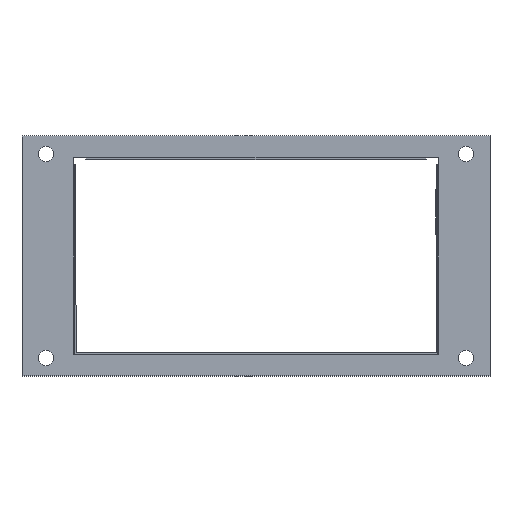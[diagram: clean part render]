
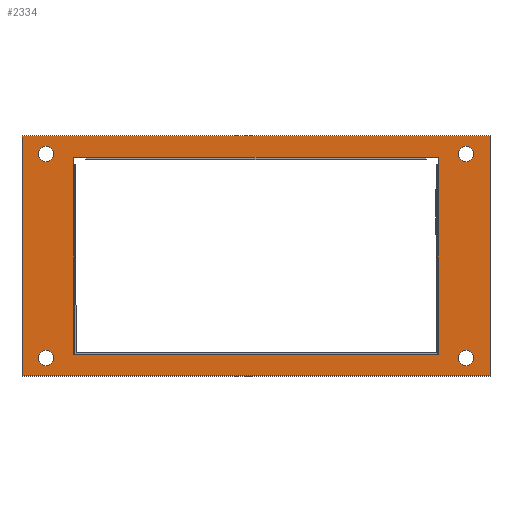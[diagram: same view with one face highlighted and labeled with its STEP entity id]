
A CAD part, top view. The second image highlights one B-rep face of the part: STEP entity #2334.
In plain terms, the highlighted planar face has unit normal (0, 0, 1).
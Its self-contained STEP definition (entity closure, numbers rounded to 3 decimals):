
#33 = CARTESIAN_POINT ( 'NONE',  ( 90.75, -42.5, 0.8 ) ) ;
#36 = VERTEX_POINT ( 'NONE', #2253 ) ;
#138 = CARTESIAN_POINT ( 'NONE',  ( 71., 41.01, 0.8 ) ) ;
#150 = EDGE_CURVE ( 'NONE', #804, #633, #1947, .T. ) ;
#161 = AXIS2_PLACEMENT_3D ( 'NONE', #2390, #175, #2761 ) ;
#167 = ORIENTED_EDGE ( 'NONE', *, *, #4054, .F. ) ;
#175 = DIRECTION ( 'NONE',  ( 0., 0., 1. ) ) ;
#186 = DIRECTION ( 'NONE',  ( 1., 0., 0. ) ) ;
#213 = CARTESIAN_POINT ( 'NONE',  ( -76., -41., 0.8 ) ) ;
#217 = CARTESIAN_POINT ( 'NONE',  ( 97.5, 50., 0.8 ) ) ;
#219 = CARTESIAN_POINT ( 'NONE',  ( -71., 41.01, 0.8 ) ) ;
#289 = EDGE_LOOP ( 'NONE', ( #791, #3936, #1568, #2986, #1482, #895, #167, #2959, #315, #1615 ) ) ;
#315 = ORIENTED_EDGE ( 'NONE', *, *, #962, .F. ) ;
#321 = CARTESIAN_POINT ( 'NONE',  ( -76., -41., 0.8 ) ) ;
#339 = CIRCLE ( 'NONE', #3299, 3.25 ) ;
#375 = DIRECTION ( 'NONE',  ( 1., 0., 0. ) ) ;
#379 = VECTOR ( 'NONE', #1144, 1000. ) ;
#391 = LINE ( 'NONE', #1869, #2239 ) ;
#430 = ORIENTED_EDGE ( 'NONE', *, *, #4409, .T. ) ;
#479 = VERTEX_POINT ( 'NONE', #2800 ) ;
#590 = FACE_BOUND ( 'NONE', #1150, .T. ) ;
#633 = VERTEX_POINT ( 'NONE', #4099 ) ;
#693 = DIRECTION ( 'NONE',  ( 0., -1., 0. ) ) ;
#706 = FACE_BOUND ( 'NONE', #4069, .T. ) ;
#707 = CARTESIAN_POINT ( 'NONE',  ( -87.5, -42.5, 0.8 ) ) ;
#734 = CARTESIAN_POINT ( 'NONE',  ( -75.8, -41., 0.8 ) ) ;
#791 = ORIENTED_EDGE ( 'NONE', *, *, #4214, .F. ) ;
#804 = VERTEX_POINT ( 'NONE', #4571 ) ;
#831 = VECTOR ( 'NONE', #2638, 1000. ) ;
#845 = VECTOR ( 'NONE', #2443, 1000. ) ;
#895 = ORIENTED_EDGE ( 'NONE', *, *, #1004, .F. ) ;
#924 = DIRECTION ( 'NONE',  ( 1., 0., 0. ) ) ;
#926 = EDGE_LOOP ( 'NONE', ( #2975, #430, #2719, #2977 ) ) ;
#951 = AXIS2_PLACEMENT_3D ( 'NONE', #2573, #1584, #1565 ) ;
#962 = EDGE_CURVE ( 'NONE', #3030, #1930, #2801, .T. ) ;
#982 = LINE ( 'NONE', #2135, #1960 ) ;
#1004 = EDGE_CURVE ( 'NONE', #4123, #479, #3752, .T. ) ;
#1025 = CARTESIAN_POINT ( 'NONE',  ( -76., 41., 0.8 ) ) ;
#1042 = VERTEX_POINT ( 'NONE', #4424 ) ;
#1060 = EDGE_CURVE ( 'NONE', #1930, #3221, #4165, .T. ) ;
#1088 = DIRECTION ( 'NONE',  ( -1., 0., 0. ) ) ;
#1144 = DIRECTION ( 'NONE',  ( 0., -1., 0. ) ) ;
#1150 = EDGE_LOOP ( 'NONE', ( #3970 ) ) ;
#1321 = LINE ( 'NONE', #1798, #4132 ) ;
#1356 = VERTEX_POINT ( 'NONE', #3529 ) ;
#1428 = VERTEX_POINT ( 'NONE', #217 ) ;
#1436 = VECTOR ( 'NONE', #3251, 1000. ) ;
#1482 = ORIENTED_EDGE ( 'NONE', *, *, #3972, .F. ) ;
#1537 = CARTESIAN_POINT ( 'NONE',  ( 71., 41.01, 0.8 ) ) ;
#1546 = VECTOR ( 'NONE', #3238, 1000. ) ;
#1563 = FACE_OUTER_BOUND ( 'NONE', #926, .T. ) ;
#1565 = DIRECTION ( 'NONE',  ( 1., 0., 0. ) ) ;
#1568 = ORIENTED_EDGE ( 'NONE', *, *, #4017, .F. ) ;
#1584 = DIRECTION ( 'NONE',  ( 0., 0., 1. ) ) ;
#1610 = DIRECTION ( 'NONE',  ( 0., 1., 0. ) ) ;
#1615 = ORIENTED_EDGE ( 'NONE', *, *, #1854, .F. ) ;
#1626 = PLANE ( 'NONE',  #951 ) ;
#1630 = CARTESIAN_POINT ( 'NONE',  ( 76., 41., 0.8 ) ) ;
#1659 = VERTEX_POINT ( 'NONE', #219 ) ;
#1798 = CARTESIAN_POINT ( 'NONE',  ( -97.5, 50., 0.8 ) ) ;
#1831 = VECTOR ( 'NONE', #1610, 1000. ) ;
#1854 = EDGE_CURVE ( 'NONE', #1659, #3030, #2677, .T. ) ;
#1869 = CARTESIAN_POINT ( 'NONE',  ( -97.5, 50., 0.8 ) ) ;
#1884 = CARTESIAN_POINT ( 'NONE',  ( -90.75, -42.5, 0.8 ) ) ;
#1930 = VERTEX_POINT ( 'NONE', #4363 ) ;
#1947 = LINE ( 'NONE', #1630, #1831 ) ;
#1960 = VECTOR ( 'NONE', #3580, 1000. ) ;
#1967 = CIRCLE ( 'NONE', #3546, 3.25 ) ;
#2011 = CARTESIAN_POINT ( 'NONE',  ( -97.5, -50., 0.8 ) ) ;
#2021 = VERTEX_POINT ( 'NONE', #1884 ) ;
#2135 = CARTESIAN_POINT ( 'NONE',  ( 97.5, 50., 0.8 ) ) ;
#2194 = VECTOR ( 'NONE', #3628, 1000. ) ;
#2239 = VECTOR ( 'NONE', #4405, 1000. ) ;
#2253 = CARTESIAN_POINT ( 'NONE',  ( 84.25, 42.5, 0.8 ) ) ;
#2309 = LINE ( 'NONE', #2890, #1436 ) ;
#2334 = ADVANCED_FACE ( 'NONE', ( #706, #4481, #1563, #3522, #590, #4368 ), #1626, .T. ) ;
#2390 = CARTESIAN_POINT ( 'NONE',  ( 87.5, 42.5, 0.8 ) ) ;
#2394 = CARTESIAN_POINT ( 'NONE',  ( 71., 41., 0.8 ) ) ;
#2406 = DIRECTION ( 'NONE',  ( 0., 0., 1. ) ) ;
#2408 = EDGE_CURVE ( 'NONE', #3776, #3107, #4262, .T. ) ;
#2443 = DIRECTION ( 'NONE',  ( -1., 0., 0. ) ) ;
#2535 = VECTOR ( 'NONE', #924, 1000. ) ;
#2539 = LINE ( 'NONE', #2875, #1546 ) ;
#2561 = CARTESIAN_POINT ( 'NONE',  ( -97.5, 50., 0.8 ) ) ;
#2573 = CARTESIAN_POINT ( 'NONE',  ( -97.5, -50., 0.8 ) ) ;
#2578 = DIRECTION ( 'NONE',  ( 0., 0., 1. ) ) ;
#2638 = DIRECTION ( 'NONE',  ( 0., -1., 0. ) ) ;
#2641 = DIRECTION ( 'NONE',  ( -1., 0., 0. ) ) ;
#2677 = LINE ( 'NONE', #3807, #831 ) ;
#2719 = ORIENTED_EDGE ( 'NONE', *, *, #4560, .T. ) ;
#2761 = DIRECTION ( 'NONE',  ( -1., 0., 0. ) ) ;
#2800 = CARTESIAN_POINT ( 'NONE',  ( 75.8, -41., 0.8 ) ) ;
#2801 = LINE ( 'NONE', #3768, #845 ) ;
#2863 = ORIENTED_EDGE ( 'NONE', *, *, #4383, .F. ) ;
#2875 = CARTESIAN_POINT ( 'NONE',  ( -76., -41., 0.8 ) ) ;
#2890 = CARTESIAN_POINT ( 'NONE',  ( -76., 41., 0.8 ) ) ;
#2959 = ORIENTED_EDGE ( 'NONE', *, *, #1060, .F. ) ;
#2975 = ORIENTED_EDGE ( 'NONE', *, *, #4025, .T. ) ;
#2977 = ORIENTED_EDGE ( 'NONE', *, *, #4704, .T. ) ;
#2986 = ORIENTED_EDGE ( 'NONE', *, *, #150, .F. ) ;
#3030 = VERTEX_POINT ( 'NONE', #3757 ) ;
#3107 = VERTEX_POINT ( 'NONE', #138 ) ;
#3221 = VERTEX_POINT ( 'NONE', #213 ) ;
#3222 = ORIENTED_EDGE ( 'NONE', *, *, #4118, .F. ) ;
#3238 = DIRECTION ( 'NONE',  ( 1., 0., 0. ) ) ;
#3251 = DIRECTION ( 'NONE',  ( -1., 0., 0. ) ) ;
#3280 = DIRECTION ( 'NONE',  ( 0., 0., 1. ) ) ;
#3299 = AXIS2_PLACEMENT_3D ( 'NONE', #707, #3280, #1088 ) ;
#3387 = LINE ( 'NONE', #321, #2194 ) ;
#3409 = DIRECTION ( 'NONE',  ( 0., 1., 0. ) ) ;
#3448 = LINE ( 'NONE', #1537, #4398 ) ;
#3502 = EDGE_LOOP ( 'NONE', ( #2863 ) ) ;
#3522 = FACE_BOUND ( 'NONE', #3502, .T. ) ;
#3529 = CARTESIAN_POINT ( 'NONE',  ( 97.5, -50., 0.8 ) ) ;
#3536 = VECTOR ( 'NONE', #4573, 1000. ) ;
#3546 = AXIS2_PLACEMENT_3D ( 'NONE', #4730, #2578, #375 ) ;
#3580 = DIRECTION ( 'NONE',  ( 0., 1., 0. ) ) ;
#3605 = CIRCLE ( 'NONE', #161, 3.25 ) ;
#3608 = EDGE_LOOP ( 'NONE', ( #3222 ) ) ;
#3628 = DIRECTION ( 'NONE',  ( 1., 0., 0. ) ) ;
#3629 = VERTEX_POINT ( 'NONE', #4131 ) ;
#3691 = ORIENTED_EDGE ( 'NONE', *, *, #4437, .F. ) ;
#3752 = LINE ( 'NONE', #4562, #3536 ) ;
#3757 = CARTESIAN_POINT ( 'NONE',  ( -71., 41., 0.8 ) ) ;
#3768 = CARTESIAN_POINT ( 'NONE',  ( -76., 41., 0.8 ) ) ;
#3776 = VERTEX_POINT ( 'NONE', #2394 ) ;
#3807 = CARTESIAN_POINT ( 'NONE',  ( -71., 41.01, 0.8 ) ) ;
#3828 = VERTEX_POINT ( 'NONE', #33 ) ;
#3936 = ORIENTED_EDGE ( 'NONE', *, *, #2408, .F. ) ;
#3970 = ORIENTED_EDGE ( 'NONE', *, *, #4062, .F. ) ;
#3972 = EDGE_CURVE ( 'NONE', #479, #804, #2539, .T. ) ;
#4017 = EDGE_CURVE ( 'NONE', #633, #3776, #2309, .T. ) ;
#4025 = EDGE_CURVE ( 'NONE', #4666, #3629, #1321, .T. ) ;
#4054 = EDGE_CURVE ( 'NONE', #3221, #4123, #3387, .T. ) ;
#4062 = EDGE_CURVE ( 'NONE', #2021, #2021, #339, .T. ) ;
#4069 = EDGE_LOOP ( 'NONE', ( #3691 ) ) ;
#4089 = CARTESIAN_POINT ( 'NONE',  ( 71., 41., 0.8 ) ) ;
#4099 = CARTESIAN_POINT ( 'NONE',  ( 76., 41., 0.8 ) ) ;
#4118 = EDGE_CURVE ( 'NONE', #1042, #1042, #1967, .T. ) ;
#4123 = VERTEX_POINT ( 'NONE', #734 ) ;
#4131 = CARTESIAN_POINT ( 'NONE',  ( -97.5, -50., 0.8 ) ) ;
#4132 = VECTOR ( 'NONE', #693, 1000. ) ;
#4151 = VECTOR ( 'NONE', #3409, 1000. ) ;
#4165 = LINE ( 'NONE', #1025, #379 ) ;
#4214 = EDGE_CURVE ( 'NONE', #3107, #1659, #3448, .T. ) ;
#4262 = LINE ( 'NONE', #4089, #4151 ) ;
#4363 = CARTESIAN_POINT ( 'NONE',  ( -76., 41., 0.8 ) ) ;
#4368 = FACE_BOUND ( 'NONE', #289, .T. ) ;
#4383 = EDGE_CURVE ( 'NONE', #36, #36, #3605, .T. ) ;
#4398 = VECTOR ( 'NONE', #2641, 1000. ) ;
#4405 = DIRECTION ( 'NONE',  ( -1., 0., 0. ) ) ;
#4409 = EDGE_CURVE ( 'NONE', #3629, #1356, #4455, .T. ) ;
#4424 = CARTESIAN_POINT ( 'NONE',  ( -84.25, 42.5, 0.8 ) ) ;
#4437 = EDGE_CURVE ( 'NONE', #3828, #3828, #4675, .T. ) ;
#4455 = LINE ( 'NONE', #2011, #2535 ) ;
#4481 = FACE_BOUND ( 'NONE', #3608, .T. ) ;
#4560 = EDGE_CURVE ( 'NONE', #1356, #1428, #982, .T. ) ;
#4562 = CARTESIAN_POINT ( 'NONE',  ( -76., -41., 0.8 ) ) ;
#4566 = CARTESIAN_POINT ( 'NONE',  ( 87.5, -42.5, 0.8 ) ) ;
#4571 = CARTESIAN_POINT ( 'NONE',  ( 76., -41., 0.8 ) ) ;
#4573 = DIRECTION ( 'NONE',  ( 1., 0., 0. ) ) ;
#4658 = AXIS2_PLACEMENT_3D ( 'NONE', #4566, #2406, #186 ) ;
#4666 = VERTEX_POINT ( 'NONE', #2561 ) ;
#4675 = CIRCLE ( 'NONE', #4658, 3.25 ) ;
#4704 = EDGE_CURVE ( 'NONE', #1428, #4666, #391, .T. ) ;
#4730 = CARTESIAN_POINT ( 'NONE',  ( -87.5, 42.5, 0.8 ) ) ;
